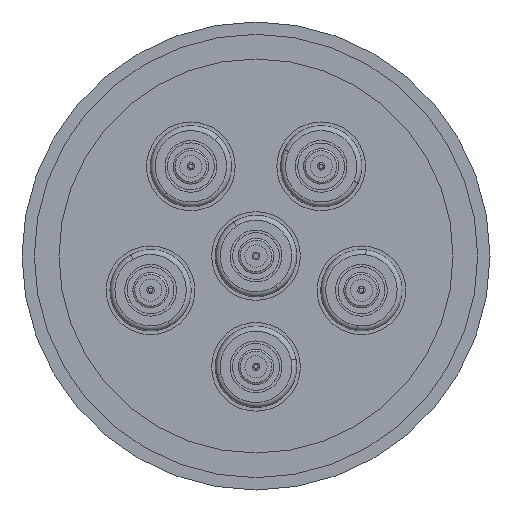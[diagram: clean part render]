
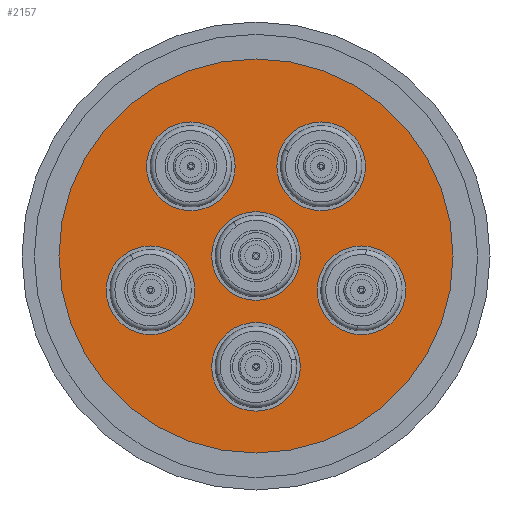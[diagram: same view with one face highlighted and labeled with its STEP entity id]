
A CAD part, front view. The second image highlights one B-rep face of the part: STEP entity #2157.
In plain terms, the highlighted planar face has unit normal (0, -1, 0).
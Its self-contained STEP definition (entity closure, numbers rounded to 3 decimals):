
#21 = DIRECTION ( 'NONE',  ( 0., 0., -1. ) ) ;
#107 = ORIENTED_EDGE ( 'NONE', *, *, #549, .T. ) ;
#146 = CARTESIAN_POINT ( 'NONE',  ( 0., -8., 0. ) ) ;
#159 = CARTESIAN_POINT ( 'NONE',  ( 0., -8., 0. ) ) ;
#167 = CARTESIAN_POINT ( 'NONE',  ( 0., -8., -22.5 ) ) ;
#179 = DIRECTION ( 'NONE',  ( 0., 0., -1. ) ) ;
#244 = CARTESIAN_POINT ( 'NONE',  ( 13.225, -8., 27.203 ) ) ;
#276 = EDGE_CURVE ( 'NONE', #2861, #2575, #1761, .T. ) ;
#291 = CARTESIAN_POINT ( 'NONE',  ( -13.225, -8., 27.203 ) ) ;
#301 = FACE_BOUND ( 'NONE', #703, .T. ) ;
#346 = DIRECTION ( 'NONE',  ( 0., -1., 0. ) ) ;
#356 = CARTESIAN_POINT ( 'NONE',  ( 13.225, -8., 18.203 ) ) ;
#367 = DIRECTION ( 'NONE',  ( 0., -1., 0. ) ) ;
#371 = DIRECTION ( 'NONE',  ( 0., 0., -1. ) ) ;
#379 = FACE_BOUND ( 'NONE', #2502, .T. ) ;
#407 = EDGE_CURVE ( 'NONE', #2575, #2861, #2384, .T. ) ;
#425 = ORIENTED_EDGE ( 'NONE', *, *, #1584, .F. ) ;
#453 = EDGE_LOOP ( 'NONE', ( #1130, #1547 ) ) ;
#459 = ORIENTED_EDGE ( 'NONE', *, *, #2360, .F. ) ;
#487 = DIRECTION ( 'NONE',  ( 0., -1., 0. ) ) ;
#515 = CIRCLE ( 'NONE', #2450, 9. ) ;
#549 = EDGE_CURVE ( 'NONE', #1285, #2098, #2775, .T. ) ;
#550 = CIRCLE ( 'NONE', #1291, 9. ) ;
#551 = CIRCLE ( 'NONE', #2082, 9. ) ;
#566 = AXIS2_PLACEMENT_3D ( 'NONE', #167, #1187, #1205 ) ;
#577 = DIRECTION ( 'NONE',  ( 0., 0., -1. ) ) ;
#583 = DIRECTION ( 'NONE',  ( 0., -1., 0. ) ) ;
#588 = DIRECTION ( 'NONE',  ( 0., 0., -1. ) ) ;
#590 = CIRCLE ( 'NONE', #2778, 9. ) ;
#661 = CARTESIAN_POINT ( 'NONE',  ( -21.399, -8., -6.953 ) ) ;
#663 = ORIENTED_EDGE ( 'NONE', *, *, #276, .F. ) ;
#671 = AXIS2_PLACEMENT_3D ( 'NONE', #1088, #2663, #1315 ) ;
#703 = EDGE_LOOP ( 'NONE', ( #663, #1307 ) ) ;
#758 = EDGE_CURVE ( 'NONE', #1634, #1872, #2258, .T. ) ;
#768 = CIRCLE ( 'NONE', #1199, 9. ) ;
#788 = AXIS2_PLACEMENT_3D ( 'NONE', #1670, #583, #1562 ) ;
#791 = PLANE ( 'NONE',  #2478 ) ;
#884 = VERTEX_POINT ( 'NONE', #2644 ) ;
#886 = DIRECTION ( 'NONE',  ( 0., 0., -1. ) ) ;
#904 = FACE_BOUND ( 'NONE', #453, .T. ) ;
#939 = CARTESIAN_POINT ( 'NONE',  ( 0., -8., -13.5 ) ) ;
#949 = ORIENTED_EDGE ( 'NONE', *, *, #1740, .T. ) ;
#1034 = DIRECTION ( 'NONE',  ( 0., -1., 0. ) ) ;
#1039 = FACE_BOUND ( 'NONE', #2722, .T. ) ;
#1056 = DIRECTION ( 'NONE',  ( 0., -1., 0. ) ) ;
#1075 = CIRCLE ( 'NONE', #2407, 9. ) ;
#1088 = CARTESIAN_POINT ( 'NONE',  ( 0., -8., 0. ) ) ;
#1130 = ORIENTED_EDGE ( 'NONE', *, *, #1169, .F. ) ;
#1168 = VERTEX_POINT ( 'NONE', #1490 ) ;
#1169 = EDGE_CURVE ( 'NONE', #1618, #1348, #768, .T. ) ;
#1187 = DIRECTION ( 'NONE',  ( 0., -1., 0. ) ) ;
#1190 = ORIENTED_EDGE ( 'NONE', *, *, #2911, .F. ) ;
#1199 = AXIS2_PLACEMENT_3D ( 'NONE', #2273, #2554, #1202 ) ;
#1202 = DIRECTION ( 'NONE',  ( 0., 0., -1. ) ) ;
#1205 = DIRECTION ( 'NONE',  ( 0., 0., -1. ) ) ;
#1215 = VERTEX_POINT ( 'NONE', #2750 ) ;
#1285 = VERTEX_POINT ( 'NONE', #2058 ) ;
#1291 = AXIS2_PLACEMENT_3D ( 'NONE', #1836, #487, #2057 ) ;
#1307 = ORIENTED_EDGE ( 'NONE', *, *, #407, .F. ) ;
#1311 = EDGE_CURVE ( 'NONE', #1536, #1893, #551, .T. ) ;
#1315 = DIRECTION ( 'NONE',  ( 0., 0., -1. ) ) ;
#1348 = VERTEX_POINT ( 'NONE', #291 ) ;
#1363 = DIRECTION ( 'NONE',  ( 0., -1., 0. ) ) ;
#1364 = ORIENTED_EDGE ( 'NONE', *, *, #1311, .F. ) ;
#1389 = CIRCLE ( 'NONE', #1632, 9. ) ;
#1423 = CIRCLE ( 'NONE', #1659, 9. ) ;
#1490 = CARTESIAN_POINT ( 'NONE',  ( 21.399, -8., 2.047 ) ) ;
#1522 = DIRECTION ( 'NONE',  ( 0., -1., 0. ) ) ;
#1536 = VERTEX_POINT ( 'NONE', #2135 ) ;
#1547 = ORIENTED_EDGE ( 'NONE', *, *, #1703, .F. ) ;
#1562 = DIRECTION ( 'NONE',  ( 0., 0., -1. ) ) ;
#1563 = EDGE_LOOP ( 'NONE', ( #1190, #2841 ) ) ;
#1584 = EDGE_CURVE ( 'NONE', #1168, #2386, #590, .T. ) ;
#1618 = VERTEX_POINT ( 'NONE', #2604 ) ;
#1632 = AXIS2_PLACEMENT_3D ( 'NONE', #146, #1720, #371 ) ;
#1634 = VERTEX_POINT ( 'NONE', #2163 ) ;
#1659 = AXIS2_PLACEMENT_3D ( 'NONE', #2867, #1522, #179 ) ;
#1670 = CARTESIAN_POINT ( 'NONE',  ( 0., -8., -22.5 ) ) ;
#1674 = CIRCLE ( 'NONE', #1879, 9. ) ;
#1703 = EDGE_CURVE ( 'NONE', #1348, #1618, #1423, .T. ) ;
#1720 = DIRECTION ( 'NONE',  ( 0., -1., 0. ) ) ;
#1740 = EDGE_CURVE ( 'NONE', #2098, #1285, #2493, .T. ) ;
#1761 = CIRCLE ( 'NONE', #566, 9. ) ;
#1778 = CARTESIAN_POINT ( 'NONE',  ( 0., -8., 0. ) ) ;
#1836 = CARTESIAN_POINT ( 'NONE',  ( -21.399, -8., -6.953 ) ) ;
#1853 = EDGE_CURVE ( 'NONE', #2386, #1168, #1674, .T. ) ;
#1872 = VERTEX_POINT ( 'NONE', #2490 ) ;
#1879 = AXIS2_PLACEMENT_3D ( 'NONE', #2719, #1363, #21 ) ;
#1893 = VERTEX_POINT ( 'NONE', #244 ) ;
#1895 = ORIENTED_EDGE ( 'NONE', *, *, #1923, .F. ) ;
#1917 = DIRECTION ( 'NONE',  ( 0., 0., -1. ) ) ;
#1923 = EDGE_CURVE ( 'NONE', #884, #1215, #550, .T. ) ;
#1927 = DIRECTION ( 'NONE',  ( 0., -1., 0. ) ) ;
#1933 = EDGE_LOOP ( 'NONE', ( #1364, #1988 ) ) ;
#1988 = ORIENTED_EDGE ( 'NONE', *, *, #2760, .F. ) ;
#2028 = FACE_OUTER_BOUND ( 'NONE', #2253, .T. ) ;
#2057 = DIRECTION ( 'NONE',  ( 0., 0., -1. ) ) ;
#2058 = CARTESIAN_POINT ( 'NONE',  ( 0., -8., 40. ) ) ;
#2082 = AXIS2_PLACEMENT_3D ( 'NONE', #2535, #367, #2793 ) ;
#2093 = FACE_BOUND ( 'NONE', #1933, .T. ) ;
#2098 = VERTEX_POINT ( 'NONE', #2796 ) ;
#2120 = AXIS2_PLACEMENT_3D ( 'NONE', #1778, #2769, #588 ) ;
#2135 = CARTESIAN_POINT ( 'NONE',  ( 13.225, -8., 9.203 ) ) ;
#2157 = ADVANCED_FACE ( 'NONE', ( #379, #904, #2093, #1039, #301, #2622, #2028 ), #791, .T. ) ;
#2163 = CARTESIAN_POINT ( 'NONE',  ( 0., -8., 9. ) ) ;
#2230 = DIRECTION ( 'NONE',  ( 0., -1., 0. ) ) ;
#2237 = CARTESIAN_POINT ( 'NONE',  ( 21.399, -8., -15.953 ) ) ;
#2253 = EDGE_LOOP ( 'NONE', ( #949, #107 ) ) ;
#2258 = CIRCLE ( 'NONE', #2268, 9. ) ;
#2268 = AXIS2_PLACEMENT_3D ( 'NONE', #159, #1056, #2878 ) ;
#2273 = CARTESIAN_POINT ( 'NONE',  ( -13.225, -8., 18.203 ) ) ;
#2360 = EDGE_CURVE ( 'NONE', #1215, #884, #1075, .T. ) ;
#2384 = CIRCLE ( 'NONE', #788, 9. ) ;
#2385 = CARTESIAN_POINT ( 'NONE',  ( 21.399, -8., -6.953 ) ) ;
#2386 = VERTEX_POINT ( 'NONE', #2237 ) ;
#2407 = AXIS2_PLACEMENT_3D ( 'NONE', #661, #2230, #886 ) ;
#2450 = AXIS2_PLACEMENT_3D ( 'NONE', #356, #1927, #577 ) ;
#2478 = AXIS2_PLACEMENT_3D ( 'NONE', #2821, #346, #1917 ) ;
#2490 = CARTESIAN_POINT ( 'NONE',  ( 0., -8., -9. ) ) ;
#2493 = CIRCLE ( 'NONE', #671, 40. ) ;
#2502 = EDGE_LOOP ( 'NONE', ( #1895, #459 ) ) ;
#2535 = CARTESIAN_POINT ( 'NONE',  ( 13.225, -8., 18.203 ) ) ;
#2554 = DIRECTION ( 'NONE',  ( 0., -1., 0. ) ) ;
#2575 = VERTEX_POINT ( 'NONE', #939 ) ;
#2604 = CARTESIAN_POINT ( 'NONE',  ( -13.225, -8., 9.203 ) ) ;
#2611 = DIRECTION ( 'NONE',  ( 0., 0., -1. ) ) ;
#2622 = FACE_BOUND ( 'NONE', #1563, .T. ) ;
#2644 = CARTESIAN_POINT ( 'NONE',  ( -21.399, -8., -15.953 ) ) ;
#2663 = DIRECTION ( 'NONE',  ( 0., -1., 0. ) ) ;
#2719 = CARTESIAN_POINT ( 'NONE',  ( 21.399, -8., -6.953 ) ) ;
#2722 = EDGE_LOOP ( 'NONE', ( #2856, #425 ) ) ;
#2750 = CARTESIAN_POINT ( 'NONE',  ( -21.399, -8., 2.047 ) ) ;
#2760 = EDGE_CURVE ( 'NONE', #1893, #1536, #515, .T. ) ;
#2769 = DIRECTION ( 'NONE',  ( 0., -1., 0. ) ) ;
#2775 = CIRCLE ( 'NONE', #2120, 40. ) ;
#2778 = AXIS2_PLACEMENT_3D ( 'NONE', #2385, #1034, #2611 ) ;
#2793 = DIRECTION ( 'NONE',  ( 0., 0., -1. ) ) ;
#2796 = CARTESIAN_POINT ( 'NONE',  ( 0., -8., -40. ) ) ;
#2812 = CARTESIAN_POINT ( 'NONE',  ( 0., -8., -31.5 ) ) ;
#2821 = CARTESIAN_POINT ( 'NONE',  ( 0., -8., -40. ) ) ;
#2841 = ORIENTED_EDGE ( 'NONE', *, *, #758, .F. ) ;
#2856 = ORIENTED_EDGE ( 'NONE', *, *, #1853, .F. ) ;
#2861 = VERTEX_POINT ( 'NONE', #2812 ) ;
#2867 = CARTESIAN_POINT ( 'NONE',  ( -13.225, -8., 18.203 ) ) ;
#2878 = DIRECTION ( 'NONE',  ( 0., 0., -1. ) ) ;
#2911 = EDGE_CURVE ( 'NONE', #1872, #1634, #1389, .T. ) ;
